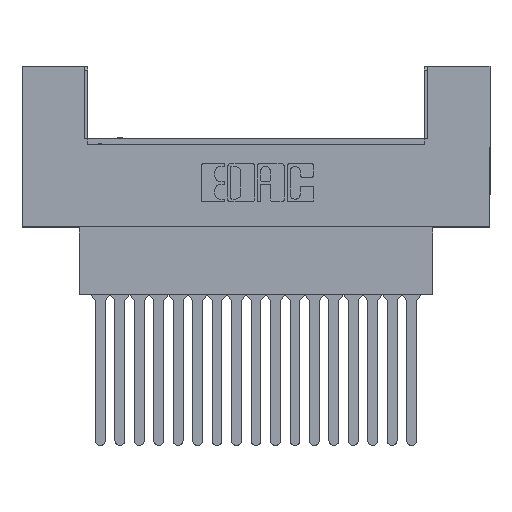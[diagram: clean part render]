
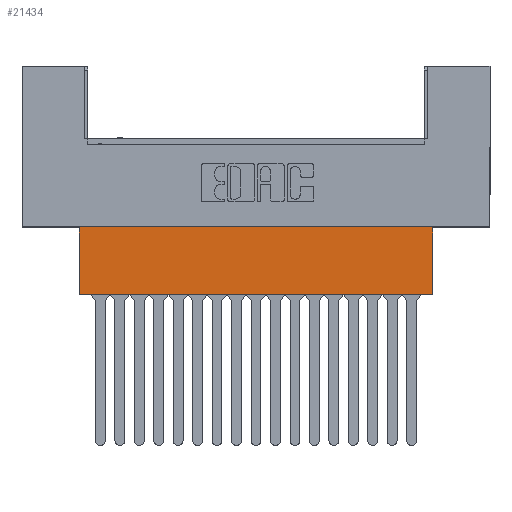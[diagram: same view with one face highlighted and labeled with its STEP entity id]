
A CAD part, top view. The second image highlights one B-rep face of the part: STEP entity #21434.
In plain terms, the highlighted planar face has unit normal (0, 0, 1).
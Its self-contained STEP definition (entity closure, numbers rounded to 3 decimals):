
#438 = CARTESIAN_POINT ( 'NONE',  ( 61.112, -8.814, -3.962 ) ) ;
#564 = CARTESIAN_POINT ( 'NONE',  ( 53.645, 0., -3.962 ) ) ;
#658 = VERTEX_POINT ( 'NONE', #19237 ) ;
#2134 = LINE ( 'NONE', #15559, #11239 ) ;
#2207 = VECTOR ( 'NONE', #22890, 1000. ) ;
#2489 = LINE ( 'NONE', #438, #2207 ) ;
#2736 = CARTESIAN_POINT ( 'NONE',  ( 61.112, 0., -3.962 ) ) ;
#3028 = VECTOR ( 'NONE', #7716, 1000. ) ;
#3070 = EDGE_CURVE ( 'NONE', #16045, #658, #2489, .T. ) ;
#3256 = CARTESIAN_POINT ( 'NONE',  ( 7.468, 0., -3.962 ) ) ;
#3643 = AXIS2_PLACEMENT_3D ( 'NONE', #2736, #6688, #7003 ) ;
#3982 = CARTESIAN_POINT ( 'NONE',  ( 53.645, -8.814, -3.962 ) ) ;
#4128 = FACE_OUTER_BOUND ( 'NONE', #16751, .T. ) ;
#4379 = VERTEX_POINT ( 'NONE', #3256 ) ;
#4797 = DIRECTION ( 'NONE',  ( 0., 1., 0. ) ) ;
#5309 = EDGE_CURVE ( 'NONE', #658, #4379, #2134, .T. ) ;
#6034 = CARTESIAN_POINT ( 'NONE',  ( 61.112, 0., -3.962 ) ) ;
#6192 = ORIENTED_EDGE ( 'NONE', *, *, #3070, .F. ) ;
#6688 = DIRECTION ( 'NONE',  ( 0., 0., -1. ) ) ;
#7003 = DIRECTION ( 'NONE',  ( 0., 1., 0. ) ) ;
#7455 = ORIENTED_EDGE ( 'NONE', *, *, #5309, .F. ) ;
#7716 = DIRECTION ( 'NONE',  ( 0., -1., 0. ) ) ;
#8182 = LINE ( 'NONE', #6034, #19914 ) ;
#9114 = ORIENTED_EDGE ( 'NONE', *, *, #17611, .F. ) ;
#9813 = DIRECTION ( 'NONE',  ( -1., 0., 0. ) ) ;
#10806 = ORIENTED_EDGE ( 'NONE', *, *, #23330, .T. ) ;
#11239 = VECTOR ( 'NONE', #4797, 1000. ) ;
#15559 = CARTESIAN_POINT ( 'NONE',  ( 7.468, -8.814, -3.962 ) ) ;
#16045 = VERTEX_POINT ( 'NONE', #24324 ) ;
#16751 = EDGE_LOOP ( 'NONE', ( #6192, #9114, #10806, #7455 ) ) ;
#17190 = VERTEX_POINT ( 'NONE', #564 ) ;
#17611 = EDGE_CURVE ( 'NONE', #17190, #16045, #21868, .T. ) ;
#19237 = CARTESIAN_POINT ( 'NONE',  ( 7.468, -8.814, -3.962 ) ) ;
#19497 = PLANE ( 'NONE',  #3643 ) ;
#19914 = VECTOR ( 'NONE', #9813, 1000. ) ;
#21434 = ADVANCED_FACE ( 'NONE', ( #4128 ), #19497, .F. ) ;
#21868 = LINE ( 'NONE', #3982, #3028 ) ;
#22890 = DIRECTION ( 'NONE',  ( -1., 0., 0. ) ) ;
#23330 = EDGE_CURVE ( 'NONE', #17190, #4379, #8182, .T. ) ;
#24324 = CARTESIAN_POINT ( 'NONE',  ( 53.645, -8.814, -3.962 ) ) ;
